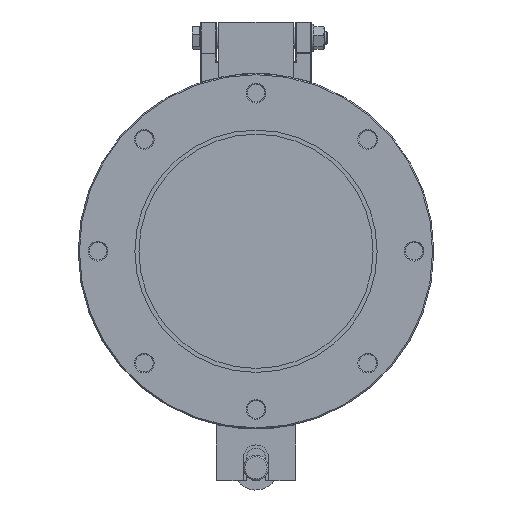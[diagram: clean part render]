
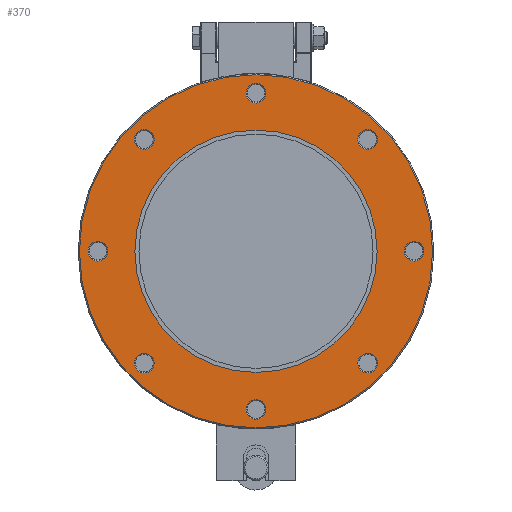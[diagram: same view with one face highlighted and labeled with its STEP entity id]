
A CAD part, left-side view. The second image highlights one B-rep face of the part: STEP entity #370.
In plain terms, the highlighted planar face has unit normal (-1, 0, 0).
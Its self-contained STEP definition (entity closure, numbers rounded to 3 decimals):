
#251=CARTESIAN_POINT('',(0.,66.305,-75.116));
#252=VERTEX_POINT('',#251);
#253=CARTESIAN_POINT('',(0.,70.711,-70.711));
#254=DIRECTION('',(-1.0,0.0,0.0));
#255=DIRECTION('',(0.0,0.707,0.707));
#256=AXIS2_PLACEMENT_3D('',#253,#254,#255);
#257=CIRCLE('',#256,6.23);
#258=EDGE_CURVE('',#252,#252,#257,.T.);
#263=CARTESIAN_POINT('',(0.,94.55,0.0));
#264=DIRECTION('',(-1.0,0.0,0.0));
#265=DIRECTION('',(0.0,0.0,1.0));
#266=AXIS2_PLACEMENT_3D('',#263,#264,#265);
#267=PLANE('',#266);
#268=CARTESIAN_POINT('',(0.,111.7,0.));
#269=VERTEX_POINT('',#268);
#270=CARTESIAN_POINT('',(0.,0.0,0.0));
#271=DIRECTION('',(1.0,0.0,0.0));
#272=DIRECTION('',(0.0,-1.0,0.0));
#273=AXIS2_PLACEMENT_3D('',#270,#271,#272);
#274=CIRCLE('',#273,111.7);
#275=EDGE_CURVE('',#269,#269,#274,.T.);
#276=ORIENTED_EDGE('',*,*,#275,.F.);
#277=EDGE_LOOP('',(#276));
#278=FACE_OUTER_BOUND('',#277,.T.);
#279=CARTESIAN_POINT('',(0.,-6.23,-100.0));
#280=VERTEX_POINT('',#279);
#281=CARTESIAN_POINT('',(0.,0.,-100.0));
#282=DIRECTION('',(-1.0,0.0,0.0));
#283=DIRECTION('',(0.0,1.0,0.0));
#284=AXIS2_PLACEMENT_3D('',#281,#282,#283);
#285=CIRCLE('',#284,6.23);
#286=EDGE_CURVE('',#280,#280,#285,.T.);
#287=ORIENTED_EDGE('',*,*,#286,.F.);
#288=EDGE_LOOP('',(#287));
#289=FACE_BOUND('',#288,.T.);
#290=CARTESIAN_POINT('',(0.,-100.0,6.23));
#291=VERTEX_POINT('',#290);
#292=CARTESIAN_POINT('',(0.,-100.0,0.));
#293=DIRECTION('',(-1.0,0.0,0.0));
#294=DIRECTION('',(0.0,0.0,-1.0));
#295=AXIS2_PLACEMENT_3D('',#292,#293,#294);
#296=CIRCLE('',#295,6.23);
#297=EDGE_CURVE('',#291,#291,#296,.T.);
#298=ORIENTED_EDGE('',*,*,#297,.F.);
#299=EDGE_LOOP('',(#298));
#300=FACE_BOUND('',#299,.T.);
#301=CARTESIAN_POINT('',(0.,6.23,100.0));
#302=VERTEX_POINT('',#301);
#303=CARTESIAN_POINT('',(0.,0.0,100.0));
#304=DIRECTION('',(-1.0,0.0,0.0));
#305=DIRECTION('',(0.0,-1.0,0.0));
#306=AXIS2_PLACEMENT_3D('',#303,#304,#305);
#307=CIRCLE('',#306,6.23);
#308=EDGE_CURVE('',#302,#302,#307,.T.);
#309=ORIENTED_EDGE('',*,*,#308,.F.);
#310=EDGE_LOOP('',(#309));
#311=FACE_BOUND('',#310,.T.);
#312=CARTESIAN_POINT('',(0.,100.0,-6.23));
#313=VERTEX_POINT('',#312);
#314=CARTESIAN_POINT('',(0.,100.0,0.0));
#315=DIRECTION('',(-1.0,0.0,0.0));
#316=DIRECTION('',(0.0,0.0,1.0));
#317=AXIS2_PLACEMENT_3D('',#314,#315,#316);
#318=CIRCLE('',#317,6.23);
#319=EDGE_CURVE('',#313,#313,#318,.T.);
#320=ORIENTED_EDGE('',*,*,#319,.F.);
#321=EDGE_LOOP('',(#320));
#322=FACE_BOUND('',#321,.T.);
#323=CARTESIAN_POINT('',(0.,76.6,0.0));
#324=VERTEX_POINT('',#323);
#325=CARTESIAN_POINT('',(0.,0.0,0.0));
#326=DIRECTION('',(1.0,0.0,0.0));
#327=DIRECTION('',(0.0,1.0,0.0));
#328=AXIS2_PLACEMENT_3D('',#325,#326,#327);
#329=CIRCLE('',#328,76.6);
#330=EDGE_CURVE('',#324,#324,#329,.T.);
#331=ORIENTED_EDGE('',*,*,#330,.T.);
#332=EDGE_LOOP('',(#331));
#333=FACE_BOUND('',#332,.T.);
#334=CARTESIAN_POINT('',(0.,75.116,66.305));
#335=VERTEX_POINT('',#334);
#336=CARTESIAN_POINT('',(0.,70.711,70.711));
#337=DIRECTION('',(-1.0,0.0,0.0));
#338=DIRECTION('',(0.0,-0.707,0.707));
#339=AXIS2_PLACEMENT_3D('',#336,#337,#338);
#340=CIRCLE('',#339,6.23);
#341=EDGE_CURVE('',#335,#335,#340,.T.);
#342=ORIENTED_EDGE('',*,*,#341,.F.);
#343=EDGE_LOOP('',(#342));
#344=FACE_BOUND('',#343,.T.);
#345=CARTESIAN_POINT('',(0.,-66.305,75.116));
#346=VERTEX_POINT('',#345);
#347=CARTESIAN_POINT('',(0.,-70.711,70.711));
#348=DIRECTION('',(-1.0,0.0,0.0));
#349=DIRECTION('',(0.0,-0.707,-0.707));
#350=AXIS2_PLACEMENT_3D('',#347,#348,#349);
#351=CIRCLE('',#350,6.23);
#352=EDGE_CURVE('',#346,#346,#351,.T.);
#353=ORIENTED_EDGE('',*,*,#352,.F.);
#354=EDGE_LOOP('',(#353));
#355=FACE_BOUND('',#354,.T.);
#356=CARTESIAN_POINT('',(0.,-75.116,-66.305));
#357=VERTEX_POINT('',#356);
#358=CARTESIAN_POINT('',(0.,-70.711,-70.711));
#359=DIRECTION('',(-1.0,0.0,0.0));
#360=DIRECTION('',(0.0,0.707,-0.707));
#361=AXIS2_PLACEMENT_3D('',#358,#359,#360);
#362=CIRCLE('',#361,6.23);
#363=EDGE_CURVE('',#357,#357,#362,.T.);
#364=ORIENTED_EDGE('',*,*,#363,.F.);
#365=EDGE_LOOP('',(#364));
#366=FACE_BOUND('',#365,.T.);
#367=ORIENTED_EDGE('',*,*,#258,.F.);
#368=EDGE_LOOP('',(#367));
#369=FACE_BOUND('',#368,.T.);
#370=ADVANCED_FACE('',(#278,#289,#300,#311,#322,#333,#344,#355,#366,#369),#267,.T.);
